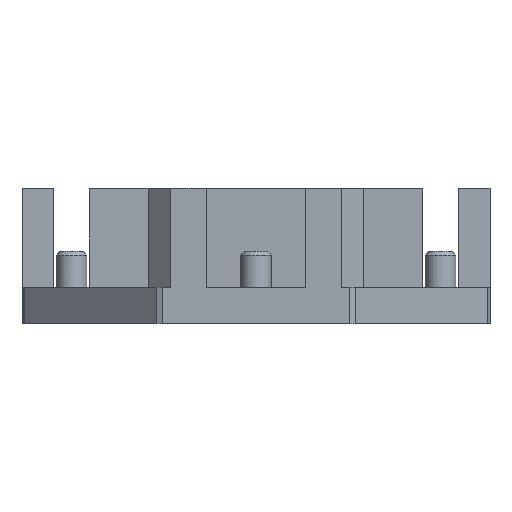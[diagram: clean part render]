
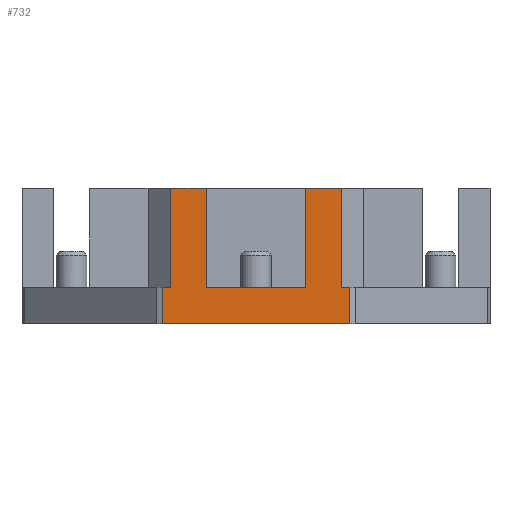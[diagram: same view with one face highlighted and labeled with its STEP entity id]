
A CAD part, left-side view. The second image highlights one B-rep face of the part: STEP entity #732.
In plain terms, the highlighted planar face has unit normal (-1, 0, 0).
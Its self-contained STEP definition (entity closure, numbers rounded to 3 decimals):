
#91=LINE('',#3011,#315);
#94=LINE('',#3017,#318);
#101=LINE('',#3032,#325);
#108=LINE('',#3048,#332);
#112=LINE('',#3056,#336);
#115=LINE('',#3062,#339);
#171=LINE('',#3197,#395);
#196=LINE('',#3257,#420);
#198=LINE('',#3263,#422);
#245=LINE('',#3348,#469);
#247=LINE('',#3350,#471);
#249=LINE('',#3352,#473);
#315=VECTOR('',#2404,1.);
#318=VECTOR('',#2409,1.);
#325=VECTOR('',#2420,1.);
#332=VECTOR('',#2431,1.);
#336=VECTOR('',#2437,1.);
#339=VECTOR('',#2442,1.);
#395=VECTOR('',#2542,1.);
#420=VECTOR('',#2595,1.);
#422=VECTOR('',#2601,1.);
#469=VECTOR('',#2682,1.);
#471=VECTOR('',#2684,1.);
#473=VECTOR('',#2686,1.);
#543=PLANE('',#2220);
#635=FACE_OUTER_BOUND('',#958,.T.);
#732=ADVANCED_FACE('',(#635),#543,.F.);
#958=EDGE_LOOP('',(#1409,#1410,#1411,#1412,#1413,#1414,#1415,#1416,#1417,
#1418,#1419,#1420));
#1409=ORIENTED_EDGE('',*,*,#1859,.T.);
#1410=ORIENTED_EDGE('',*,*,#2041,.T.);
#1411=ORIENTED_EDGE('',*,*,#1873,.T.);
#1412=ORIENTED_EDGE('',*,*,#1877,.F.);
#1413=ORIENTED_EDGE('',*,*,#1880,.T.);
#1414=ORIENTED_EDGE('',*,*,#2039,.T.);
#1415=ORIENTED_EDGE('',*,*,#1979,.T.);
#1416=ORIENTED_EDGE('',*,*,#1942,.F.);
#1417=ORIENTED_EDGE('',*,*,#1982,.T.);
#1418=ORIENTED_EDGE('',*,*,#2043,.T.);
#1419=ORIENTED_EDGE('',*,*,#1866,.T.);
#1420=ORIENTED_EDGE('',*,*,#1856,.F.);
#1650=VERTEX_POINT('',#3006);
#1652=VERTEX_POINT('',#3010);
#1654=VERTEX_POINT('',#3016);
#1660=VERTEX_POINT('',#3030);
#1667=VERTEX_POINT('',#3047);
#1668=VERTEX_POINT('',#3049);
#1670=VERTEX_POINT('',#3055);
#1672=VERTEX_POINT('',#3061);
#1728=VERTEX_POINT('',#3195);
#1730=VERTEX_POINT('',#3198);
#1751=VERTEX_POINT('',#3258);
#1753=VERTEX_POINT('',#3264);
#1856=EDGE_CURVE('',#1652,#1650,#91,.T.);
#1859=EDGE_CURVE('',#1652,#1654,#94,.T.);
#1866=EDGE_CURVE('',#1660,#1650,#101,.T.);
#1873=EDGE_CURVE('',#1668,#1667,#108,.T.);
#1877=EDGE_CURVE('',#1670,#1667,#112,.T.);
#1880=EDGE_CURVE('',#1670,#1672,#115,.T.);
#1942=EDGE_CURVE('',#1728,#1730,#171,.T.);
#1979=EDGE_CURVE('',#1751,#1730,#196,.T.);
#1982=EDGE_CURVE('',#1728,#1753,#198,.T.);
#2039=EDGE_CURVE('',#1672,#1751,#245,.T.);
#2041=EDGE_CURVE('',#1654,#1668,#247,.T.);
#2043=EDGE_CURVE('',#1753,#1660,#249,.T.);
#2220=AXIS2_PLACEMENT_3D('',#3369,#2711,#2712);
#2404=DIRECTION('',(0.,-1.,0.));
#2409=DIRECTION('',(0.,0.,-1.));
#2420=DIRECTION('',(0.,0.,1.));
#2431=DIRECTION('',(0.,0.,1.));
#2437=DIRECTION('',(0.,-1.,0.));
#2442=DIRECTION('',(0.,0.,-1.));
#2542=DIRECTION('',(0.,1.,0.));
#2595=DIRECTION('',(0.,0.,-1.));
#2601=DIRECTION('',(0.,0.,1.));
#2682=DIRECTION('',(0.,1.,0.));
#2684=DIRECTION('',(0.,1.,0.));
#2686=DIRECTION('',(0.,1.,0.));
#2711=DIRECTION('',(1.,0.,0.));
#2712=DIRECTION('',(0.,1.,0.));
#3006=CARTESIAN_POINT('',(-13.,-4.75,5.5));
#3010=CARTESIAN_POINT('',(-13.,-2.75,5.5));
#3011=CARTESIAN_POINT('',(-13.,5.75,5.5));
#3016=CARTESIAN_POINT('',(-13.,-2.75,0.));
#3017=CARTESIAN_POINT('',(-13.,-2.75,5.5));
#3030=CARTESIAN_POINT('',(-13.,-4.75,0.));
#3032=CARTESIAN_POINT('',(-13.,-4.75,5.5));
#3047=CARTESIAN_POINT('',(-13.,2.75,5.5));
#3048=CARTESIAN_POINT('',(-13.,2.75,5.5));
#3049=CARTESIAN_POINT('',(-13.,2.75,0.));
#3055=CARTESIAN_POINT('',(-13.,4.75,5.5));
#3056=CARTESIAN_POINT('',(-13.,5.75,5.5));
#3061=CARTESIAN_POINT('',(-13.,4.75,0.));
#3062=CARTESIAN_POINT('',(-13.,4.75,5.5));
#3195=CARTESIAN_POINT('',(-13.,-5.196,-2.));
#3197=CARTESIAN_POINT('',(-13.,0.,-2.));
#3198=CARTESIAN_POINT('',(-13.,5.196,-2.));
#3257=CARTESIAN_POINT('',(-13.,5.196,-2.));
#3258=CARTESIAN_POINT('',(-13.,5.196,0.));
#3263=CARTESIAN_POINT('',(-13.,-5.196,-2.));
#3264=CARTESIAN_POINT('',(-13.,-5.196,0.));
#3348=CARTESIAN_POINT('',(-13.,0.,0.));
#3350=CARTESIAN_POINT('',(-13.,0.,0.));
#3352=CARTESIAN_POINT('',(-13.,0.,0.));
#3369=CARTESIAN_POINT('',(-13.,5.75,5.5));
